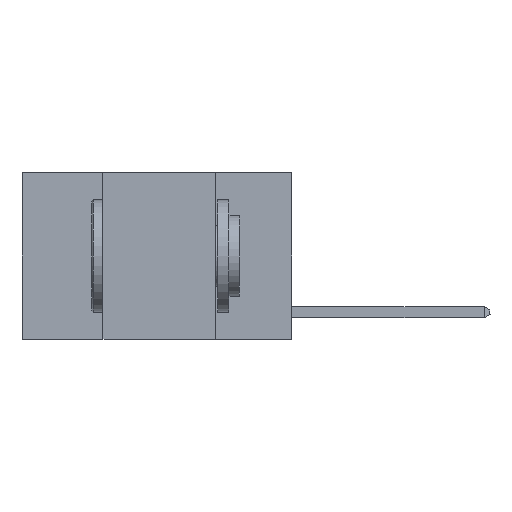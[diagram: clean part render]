
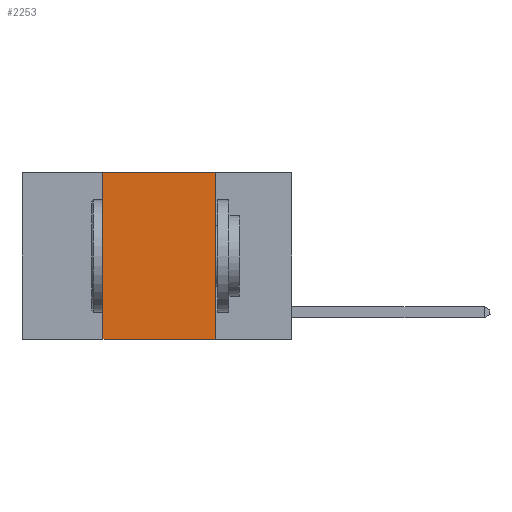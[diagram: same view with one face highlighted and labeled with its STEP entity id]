
A CAD part, left-side view. The second image highlights one B-rep face of the part: STEP entity #2253.
In plain terms, the highlighted planar face has unit normal (-1, 0, 0).
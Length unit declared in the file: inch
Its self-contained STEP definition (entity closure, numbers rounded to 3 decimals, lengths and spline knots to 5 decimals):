
#14 = LINE ( 'NONE', #12906, #7479 ) ;
#268 = DIRECTION ( 'NONE',  ( 0., 0., -1. ) ) ;
#294 = DIRECTION ( 'NONE',  ( 1., 0., 0. ) ) ;
#311 = PLANE ( 'NONE',  #4545 ) ;
#611 = CARTESIAN_POINT ( 'NONE',  ( 0., 0.6, 0. ) ) ;
#2021 = ORIENTED_EDGE ( 'NONE', *, *, #7282, .F. ) ;
#2023 = VERTEX_POINT ( 'NONE', #8401 ) ;
#2253 = ADVANCED_FACE ( 'NONE', ( #10204 ), #311, .F. ) ;
#2408 = LINE ( 'NONE', #11457, #10292 ) ;
#2510 = ORIENTED_EDGE ( 'NONE', *, *, #5944, .F. ) ;
#3304 = VERTEX_POINT ( 'NONE', #15133 ) ;
#3402 = EDGE_LOOP ( 'NONE', ( #13433, #2021, #2510, #11320 ) ) ;
#4486 = VECTOR ( 'NONE', #6698, 39.37008 ) ;
#4545 = AXIS2_PLACEMENT_3D ( 'NONE', #611, #294, #268 ) ;
#5195 = CARTESIAN_POINT ( 'NONE',  ( 0., 0.6, -0.37 ) ) ;
#5944 = EDGE_CURVE ( 'NONE', #10941, #12900, #2408, .T. ) ;
#6485 = EDGE_CURVE ( 'NONE', #10941, #3304, #16289, .T. ) ;
#6698 = DIRECTION ( 'NONE',  ( 0., -1., 0. ) ) ;
#6979 = DIRECTION ( 'NONE',  ( 0., 0., 1. ) ) ;
#7282 = EDGE_CURVE ( 'NONE', #12900, #2023, #13766, .T. ) ;
#7479 = VECTOR ( 'NONE', #14362, 39.37008 ) ;
#7787 = CARTESIAN_POINT ( 'NONE',  ( 0., 0.42, 0. ) ) ;
#7841 = EDGE_CURVE ( 'NONE', #2023, #3304, #14, .T. ) ;
#8401 = CARTESIAN_POINT ( 'NONE',  ( 0., 0.17, 0. ) ) ;
#10204 = FACE_OUTER_BOUND ( 'NONE', #3402, .T. ) ;
#10292 = VECTOR ( 'NONE', #6979, 39.37008 ) ;
#10941 = VERTEX_POINT ( 'NONE', #15776 ) ;
#11320 = ORIENTED_EDGE ( 'NONE', *, *, #6485, .T. ) ;
#11457 = CARTESIAN_POINT ( 'NONE',  ( 0., 0.42, 0. ) ) ;
#11478 = CARTESIAN_POINT ( 'NONE',  ( 0., 0.6, 0. ) ) ;
#12900 = VERTEX_POINT ( 'NONE', #7787 ) ;
#12906 = CARTESIAN_POINT ( 'NONE',  ( 0., 0.17, 0. ) ) ;
#12985 = DIRECTION ( 'NONE',  ( 0., -1., 0. ) ) ;
#13320 = VECTOR ( 'NONE', #12985, 39.37008 ) ;
#13433 = ORIENTED_EDGE ( 'NONE', *, *, #7841, .F. ) ;
#13766 = LINE ( 'NONE', #11478, #13320 ) ;
#14362 = DIRECTION ( 'NONE',  ( 0., 0., -1. ) ) ;
#15133 = CARTESIAN_POINT ( 'NONE',  ( 0., 0.17, -0.37 ) ) ;
#15776 = CARTESIAN_POINT ( 'NONE',  ( 0., 0.42, -0.37 ) ) ;
#16289 = LINE ( 'NONE', #5195, #4486 ) ;
